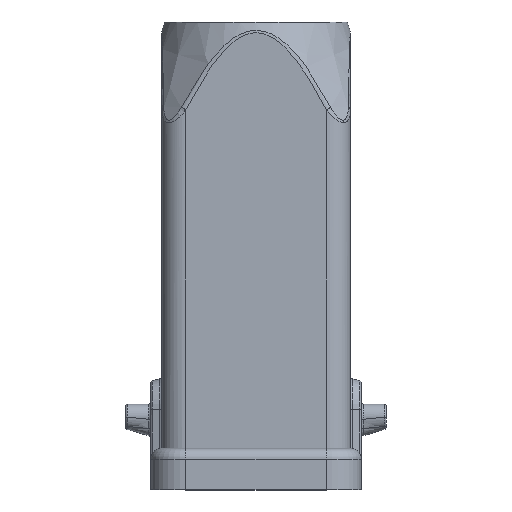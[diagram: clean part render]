
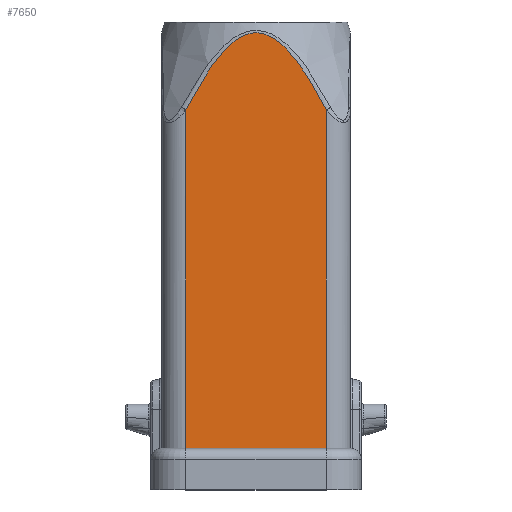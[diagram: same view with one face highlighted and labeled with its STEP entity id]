
A CAD part, top view. The second image highlights one B-rep face of the part: STEP entity #7650.
In plain terms, the highlighted planar face has unit normal (0, 0, 1).
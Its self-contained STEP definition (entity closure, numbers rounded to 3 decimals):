
#357=DIRECTION('',(-1.,0.,0.));
#358=VECTOR('',#357,18.);
#359=CARTESIAN_POINT('',(9.,5.3,12.1));
#360=LINE('',#359,#358);
#2223=CARTESIAN_POINT('',(-9.,48.753,12.1));
#2225=CARTESIAN_POINT('',(-9.,48.753,12.1));
#2226=CARTESIAN_POINT('',(-8.512,49.703,12.1));
#2227=CARTESIAN_POINT('',(-7.458,51.658,12.1));
#2228=CARTESIAN_POINT('',(-6.01,53.978,12.1));
#2229=CARTESIAN_POINT('',(-4.723,55.663,12.1));
#2230=CARTESIAN_POINT('',(-3.803,56.683,12.1));
#2231=CARTESIAN_POINT('',(-2.896,57.493,12.1));
#2232=CARTESIAN_POINT('',(-2.002,58.088,12.1));
#2233=CARTESIAN_POINT('',(-1.135,58.461,12.1));
#2234=CARTESIAN_POINT('',(-0.295,58.625,
12.1));
#2235=CARTESIAN_POINT('',(0.529,58.599,12.1));
#2236=CARTESIAN_POINT('',(1.371,58.379,12.1));
#2237=CARTESIAN_POINT('',(2.238,57.951,12.1));
#2238=CARTESIAN_POINT('',(3.128,57.305,12.1));
#2239=CARTESIAN_POINT('',(4.031,56.448,12.1));
#2240=CARTESIAN_POINT('',(5.281,54.999,12.1));
#2241=CARTESIAN_POINT('',(7.019,52.455,12.1));
#2242=CARTESIAN_POINT('',(8.278,50.158,12.1));
#2243=CARTESIAN_POINT('',(9.,48.753,12.1));
#2252=CARTESIAN_POINT('',(9.,48.753,12.1));
#2262=DIRECTION('',(0.,-1.,0.));
#2263=VECTOR('',#2262,43.453);
#2264=CARTESIAN_POINT('',(9.,48.753,12.1));
#2265=LINE('',#2264,#2263);
#2402=DIRECTION('',(0.,1.,0.));
#2403=VECTOR('',#2402,43.453);
#2404=CARTESIAN_POINT('',(-9.,5.3,12.1));
#2405=LINE('',#2404,#2403);
#3926=CARTESIAN_POINT('',(9.,5.3,12.1));
#3928=VERTEX_POINT('',#3926);
#3929=VERTEX_POINT('',#2223);
#4040=CARTESIAN_POINT('',(-9.,5.3,12.1));
#4041=VERTEX_POINT('',#4040);
#4065=VERTEX_POINT('',#2252);
#7637=CARTESIAN_POINT('',(-9.,5.3,12.1));
#7638=DIRECTION('',(0.,0.,1.));
#7639=DIRECTION('',(1.,0.,0.));
#7640=AXIS2_PLACEMENT_3D('',#7637,#7638,#7639);
#7641=PLANE('',#7640);
#7643=ORIENTED_EDGE('',*,*,#7642,.T.);
#7644=ORIENTED_EDGE('',*,*,#4918,.T.);
#7646=ORIENTED_EDGE('',*,*,#7645,.T.);
#7647=ORIENTED_EDGE('',*,*,#7627,.T.);
#7648=EDGE_LOOP('',(#7643,#7644,#7646,#7647));
#7649=FACE_OUTER_BOUND('',#7648,.F.);
#7650=ADVANCED_FACE('',(#7649),#7641,.T.);
#2244=B_SPLINE_CURVE_WITH_KNOTS('',3,(#2225,#2226,#2227,#2228,#2229,#2230,#2231,
#2232,#2233,#2234,#2235,#2236,#2237,#2238,#2239,#2240,#2241,#2242,#2243),
.UNSPECIFIED.,.F.,.F.,(4,1,1,1,1,1,1,1,1,1,1,1,1,1,1,1,4),(0.,
0.115,0.238,0.294,0.343,
0.387,0.425,0.459,0.49,
0.519,0.55,0.584,0.624,
0.669,0.719,0.83,1.),.UNSPECIFIED.);
#4918=EDGE_CURVE('',#3928,#4041,#360,.T.);
#7627=EDGE_CURVE('',#3929,#4065,#2244,.T.);
#7642=EDGE_CURVE('',#4065,#3928,#2265,.T.);
#7645=EDGE_CURVE('',#4041,#3929,#2405,.T.);
